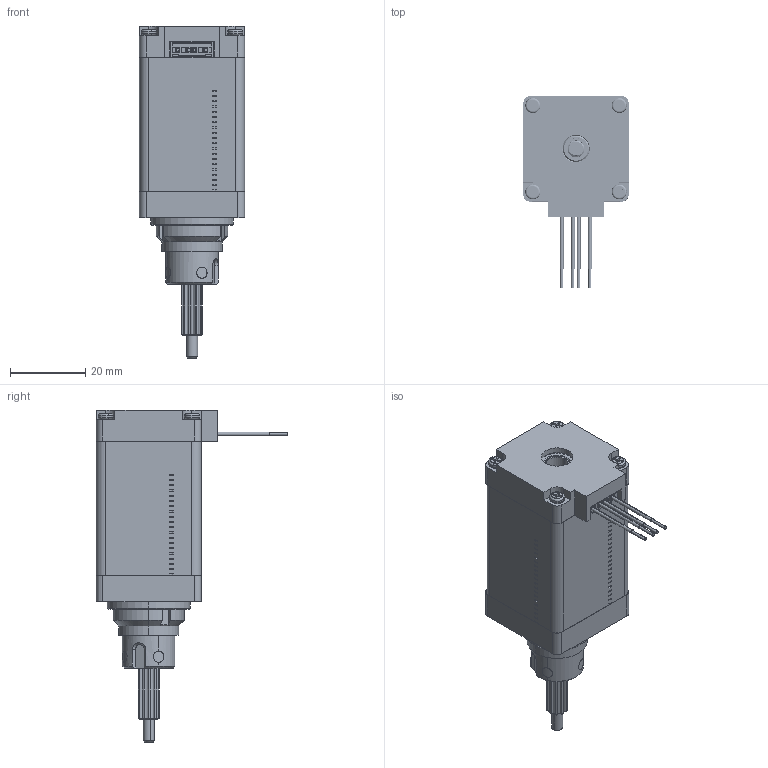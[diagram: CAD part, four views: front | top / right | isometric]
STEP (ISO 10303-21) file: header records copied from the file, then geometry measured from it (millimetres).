
FILE_DESCRIPTION (( 'STEP AP214' ), '1' );
FILE_NAME ('28NC251-T5.08-1-04-12.7-001.STEP', '2024-11-23T08:29:21', ( 'MM' ), ( 'Microsoft' ), 'SwSTEP 2.0', 'SolidWorks 2024', '' );
FILE_SCHEMA (( 'AUTOMOTIVE_DESIGN' ));
Length unit declared in the file: millimetre
Products named in the file (25): 03-28-017贯通51机身; 02-28-51; 08-28-001（28直线电机磁钢）_07-28-001-1; 02-28-36_10-28-001-1; 10-28-002直线隔磁片; 13-20-001直角插头; 03-28-7-8_10-28-006-1; 07-28-006（28卡簧）; 06-28-025（28贯穿注塑螺母）; 11-28-002（M2.5-38配28-45）; 13-28-8.5插件骨架; 14-20-001（20-28丝杆电机接插件散线）; 07-28-009-3（固定轴丝杆）_07-28-005-1; 02-28-51直线贯通; 01-28-001（标准电机后盖插件）; 07-28-009-1（28固定轴铝套）_07-28-001-1; 13-28-18.5无插件骨架; 06-28-009（贯穿51电机轴）_01-28-005-1; 07-28-007（固定轴锁紧螺母）; 28NC251-T5.08-1-04-12.7-001; 07-28-009-2（固定轴花键）_07-28-004-7; 01-28-002（直线电机前盖）_default; 09-28-001（φ14Xφ7X5)_09-28-001-4; 07-28-002（28固定轴注塑螺母）; 20-28-001插件线路板
Assembly tree (32 placements, depth 4):
  28NC251-T5.08-1-04-12.7-001
    02-28-51直线贯通
      01-28-001（标准电机后盖插件）
      01-28-002（直线电机前盖）_default
      02-28-51
        02-28-36_10-28-001-1
        13-28-8.5插件骨架
        13-28-18.5无插件骨架
        20-28-001插件线路板
        13-20-001直角插头
      09-28-001（φ14Xφ7X5)_09-28-001-4  x2
      11-28-002（M2.5-38配28-45）  x4
      03-28-017贯通51机身
        06-28-009（贯穿51电机轴）_01-28-005-1
        08-28-001（28直线电机磁钢）_07-28-001-1  x2
        10-28-002直线隔磁片
        03-28-7-8_10-28-006-1  x4
      06-28-025（28贯穿注塑螺母）
      14-20-001（20-28丝杆电机接插件散线）
    07-28-009-1（28固定轴铝套）_07-28-001-1
    07-28-007（固定轴锁紧螺母）
    07-28-002（28固定轴注塑螺母）
    07-28-009-3（固定轴丝杆）_07-28-005-1
    07-28-009-2（固定轴花键）_07-28-004-7
    07-28-006（28卡簧）
Bounding box: 28 x 51.05 x 88.4 mm (x, y, z)
Volume: 32432 mm3; surface area: 47790.7 mm2
Topology: 33 solids, 33 shells, 4220 faces, 11596 edges, 7643 vertices
Faces by surface type: plane 2200, cylinder 1793, bspline 114, cone 97, torus 16
Entity records: 124915 total; most frequent: CARTESIAN_POINT 46513, ORIENTED_EDGE 16416, DIRECTION 16055, EDGE_CURVE 8208, VERTEX_POINT 5411, AXIS2_PLACEMENT_3D 5389, LINE 5277, VECTOR 5277
